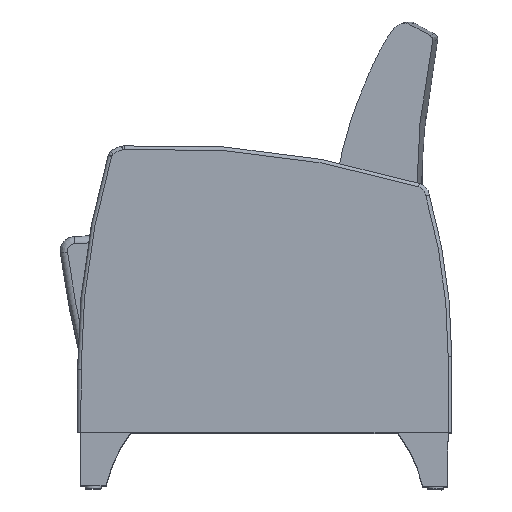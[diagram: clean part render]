
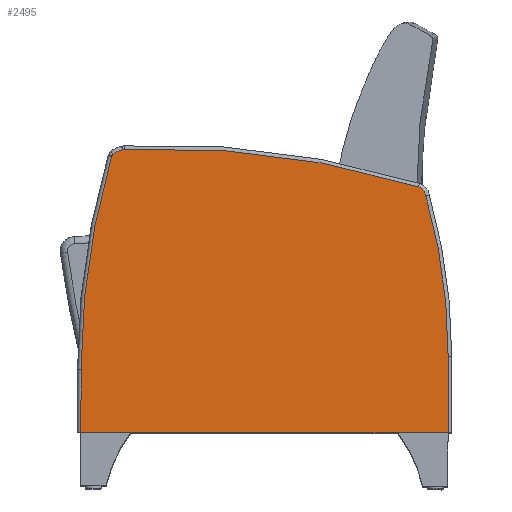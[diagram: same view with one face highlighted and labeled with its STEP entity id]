
A CAD part, top view. The second image highlights one B-rep face of the part: STEP entity #2495.
In plain terms, the highlighted planar face has unit normal (0, 0, 1).
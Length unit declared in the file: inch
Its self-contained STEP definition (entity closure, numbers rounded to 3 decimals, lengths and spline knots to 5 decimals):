
#200=PLANE('',#2756);
#248=LINE('',#3826,#352);
#250=LINE('',#3872,#354);
#266=LINE('',#3996,#370);
#352=VECTOR('',#3035,0.3937);
#354=VECTOR('',#3073,0.3937);
#370=VECTOR('',#3175,0.3937);
#535=FACE_OUTER_BOUND('',#703,.T.);
#703=EDGE_LOOP('',(#1826,#1827,#1828,#1829,#1830,#1831,#1832,#1833,#1834,
#1835));
#917=CIRCLE('',#2687,0.25);
#921=CIRCLE('',#2692,53.84447);
#925=CIRCLE('',#2698,1.61874);
#928=CIRCLE('',#2702,0.75);
#931=CIRCLE('',#2706,59.75);
#933=CIRCLE('',#2709,0.75);
#936=CIRCLE('',#2714,40.58554);
#1080=VERTEX_POINT('',#3787);
#1081=VERTEX_POINT('',#3788);
#1085=VERTEX_POINT('',#3809);
#1087=VERTEX_POINT('',#3824);
#1088=VERTEX_POINT('',#3828);
#1090=VERTEX_POINT('',#3834);
#1092=VERTEX_POINT('',#3840);
#1095=VERTEX_POINT('',#3848);
#1096=VERTEX_POINT('',#3865);
#1099=VERTEX_POINT('',#3870);
#1319=EDGE_CURVE('',#1080,#1081,#917,.T.);
#1325=EDGE_CURVE('',#1085,#1080,#921,.T.);
#1328=EDGE_CURVE('',#1087,#1085,#248,.T.);
#1331=EDGE_CURVE('',#1081,#1088,#925,.T.);
#1334=EDGE_CURVE('',#1088,#1090,#928,.T.);
#1337=EDGE_CURVE('',#1090,#1092,#931,.T.);
#1339=EDGE_CURVE('',#1092,#1095,#933,.T.);
#1344=EDGE_CURVE('',#1099,#1096,#250,.T.);
#1345=EDGE_CURVE('',#1095,#1099,#936,.T.);
#1386=EDGE_CURVE('',#1096,#1087,#266,.T.);
#1826=ORIENTED_EDGE('',*,*,#1328,.F.);
#1827=ORIENTED_EDGE('',*,*,#1386,.F.);
#1828=ORIENTED_EDGE('',*,*,#1344,.F.);
#1829=ORIENTED_EDGE('',*,*,#1345,.F.);
#1830=ORIENTED_EDGE('',*,*,#1339,.F.);
#1831=ORIENTED_EDGE('',*,*,#1337,.F.);
#1832=ORIENTED_EDGE('',*,*,#1334,.F.);
#1833=ORIENTED_EDGE('',*,*,#1331,.F.);
#1834=ORIENTED_EDGE('',*,*,#1319,.F.);
#1835=ORIENTED_EDGE('',*,*,#1325,.F.);
#2495=ADVANCED_FACE('',(#535),#200,.T.);
#2687=AXIS2_PLACEMENT_3D('',#3789,#3018,#3019);
#2692=AXIS2_PLACEMENT_3D('',#3820,#3028,#3029);
#2698=AXIS2_PLACEMENT_3D('',#3832,#3042,#3043);
#2702=AXIS2_PLACEMENT_3D('',#3838,#3050,#3051);
#2706=AXIS2_PLACEMENT_3D('',#3844,#3058,#3059);
#2709=AXIS2_PLACEMENT_3D('',#3849,#3064,#3065);
#2714=AXIS2_PLACEMENT_3D('',#3874,#3076,#3077);
#2756=AXIS2_PLACEMENT_3D('',#3997,#3176,#3177);
#3018=DIRECTION('center_axis',(0.,0.,-1.));
#3019=DIRECTION('ref_axis',(-0.844,0.537,0.));
#3028=DIRECTION('center_axis',(0.,0.,-1.));
#3029=DIRECTION('ref_axis',(-0.99,0.14,0.));
#3035=DIRECTION('',(0.,1.,0.));
#3042=DIRECTION('center_axis',(0.,0.,-1.));
#3043=DIRECTION('ref_axis',(-0.425,0.905,0.));
#3050=DIRECTION('center_axis',(0.,0.,-1.));
#3051=DIRECTION('ref_axis',(-0.128,0.992,0.));
#3058=DIRECTION('center_axis',(0.,0.,-1.));
#3059=DIRECTION('ref_axis',(0.124,0.992,0.));
#3064=DIRECTION('center_axis',(0.,0.,-1.));
#3065=DIRECTION('ref_axis',(0.761,0.649,0.));
#3073=DIRECTION('',(0.,-1.,0.));
#3076=DIRECTION('center_axis',(0.,0.,-1.));
#3077=DIRECTION('ref_axis',(0.99,0.139,0.));
#3175=DIRECTION('',(-1.,0.,0.));
#3176=DIRECTION('center_axis',(0.,0.,1.));
#3177=DIRECTION('ref_axis',(1.,0.,0.));
#3787=CARTESIAN_POINT('',(-12.3965,20.65936,2.75));
#3788=CARTESIAN_POINT('',(-12.30759,20.8021,2.75));
#3789=CARTESIAN_POINT('Origin',(-12.15221,20.60625,2.75));
#3809=CARTESIAN_POINT('',(-14.50196,5.72409,2.75));
#3820=CARTESIAN_POINT('Origin',(39.34251,5.74957,2.75));
#3824=CARTESIAN_POINT('',(-14.50196,1.38751,2.75));
#3826=CARTESIAN_POINT('',(-14.50196,5.41302,2.75));
#3828=CARTESIAN_POINT('',(-11.63546,21.11791,2.75));
#3832=CARTESIAN_POINT('Origin',(-11.3015,19.534,2.75));
#3834=CARTESIAN_POINT('',(-11.51791,21.13312,2.75));
#3838=CARTESIAN_POINT('Origin',(-11.48073,20.38404,2.75));
#3840=CARTESIAN_POINT('',(9.03893,18.55741,2.75));
#3844=CARTESIAN_POINT('Origin',(-8.55543,-38.54339,2.75));
#3848=CARTESIAN_POINT('',(9.56287,17.92892,2.75));
#3849=CARTESIAN_POINT('Origin',(8.81808,17.84066,2.75));
#3865=CARTESIAN_POINT('',(11.14024,1.38751,2.75));
#3870=CARTESIAN_POINT('',(11.14024,6.72403,2.75));
#3872=CARTESIAN_POINT('',(11.14024,8.58129,2.75));
#3874=CARTESIAN_POINT('Origin',(-29.4453,6.72403,2.75));
#3996=CARTESIAN_POINT('',(12.28079,1.38751,2.75));
#3997=CARTESIAN_POINT('Origin',(-1.61059,10.43854,2.75));
